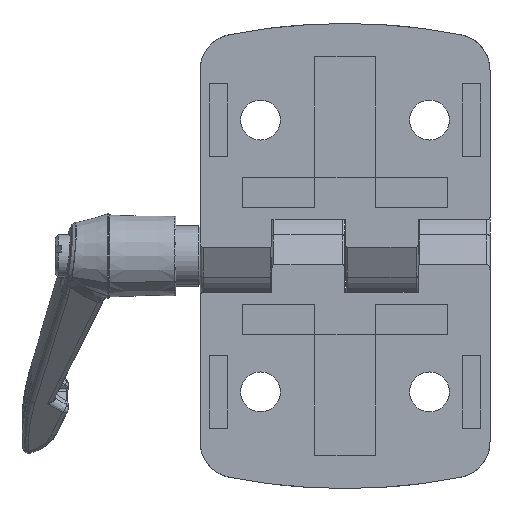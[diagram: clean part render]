
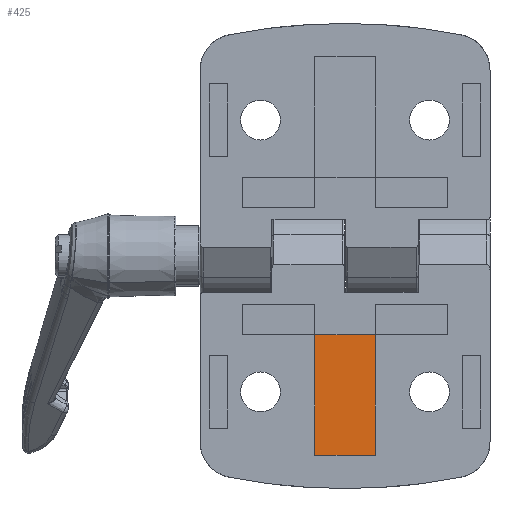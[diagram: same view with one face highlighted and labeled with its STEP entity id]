
A CAD part, front view. The second image highlights one B-rep face of the part: STEP entity #425.
In plain terms, the highlighted planar face has unit normal (0, -1, 0).
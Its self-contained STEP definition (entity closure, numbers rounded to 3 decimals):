
#425=ADVANCED_FACE('NONE',(#1210),#1211,.T.);
#1210=FACE_OUTER_BOUND('',#5199,.T.);
#1211=PLANE('',#5200);
#5199=EDGE_LOOP('',(#8342,#8343,#8344,#8345));
#5200=AXIS2_PLACEMENT_3D('',#8346,#8347,#8348);
#8342=ORIENTED_EDGE('',*,*,#9998,.T.);
#8343=ORIENTED_EDGE('',*,*,#10004,.T.);
#8344=ORIENTED_EDGE('',*,*,#10002,.T.);
#8345=ORIENTED_EDGE('',*,*,#10000,.T.);
#8346=CARTESIAN_POINT('',(-5.0,1.5,-33.0));
#8347=DIRECTION('',(0.0,-1.0,0.0));
#8348=DIRECTION('',(0.0,0.0,-1.0));
#9998=EDGE_CURVE('NONE',#11525,#11523,#11526,.T.);
#10000=EDGE_CURVE('NONE',#11528,#11525,#11529,.T.);
#10002=EDGE_CURVE('NONE',#11531,#11528,#11532,.T.);
#10004=EDGE_CURVE('NONE',#11523,#11531,#11534,.T.);
#11523=VERTEX_POINT('NONE',#15670);
#11525=VERTEX_POINT('NONE',#15673);
#11526=LINE('',#15674,#15675);
#11528=VERTEX_POINT('NONE',#15678);
#11529=LINE('',#15679,#15680);
#11531=VERTEX_POINT('NONE',#15683);
#11532=LINE('',#15684,#15685);
#11534=LINE('',#15688,#15689);
#15670=CARTESIAN_POINT('',(-5.0,1.5,-33.0));
#15673=CARTESIAN_POINT('',(-5.0,1.5,-13.01));
#15674=CARTESIAN_POINT('',(-5.0,1.5,-13.01));
#15675=VECTOR('',#18235,1000.0);
#15678=CARTESIAN_POINT('',(5.0,1.5,-13.01));
#15679=CARTESIAN_POINT('',(-5.0,1.5,-13.01));
#15680=VECTOR('',#18237,1000.0);
#15683=CARTESIAN_POINT('',(5.0,1.5,-33.0));
#15684=CARTESIAN_POINT('',(5.0,1.5,-13.01));
#15685=VECTOR('',#18239,1000.0);
#15688=CARTESIAN_POINT('',(-5.0,1.5,-33.0));
#15689=VECTOR('',#18241,1000.0);
#18235=DIRECTION('',(0.,0.0,-1.0));
#18237=DIRECTION('',(-1.0,-0.0,-0.0));
#18239=DIRECTION('',(0.,-0.0,1.0));
#18241=DIRECTION('',(1.0,0.0,0.0));
